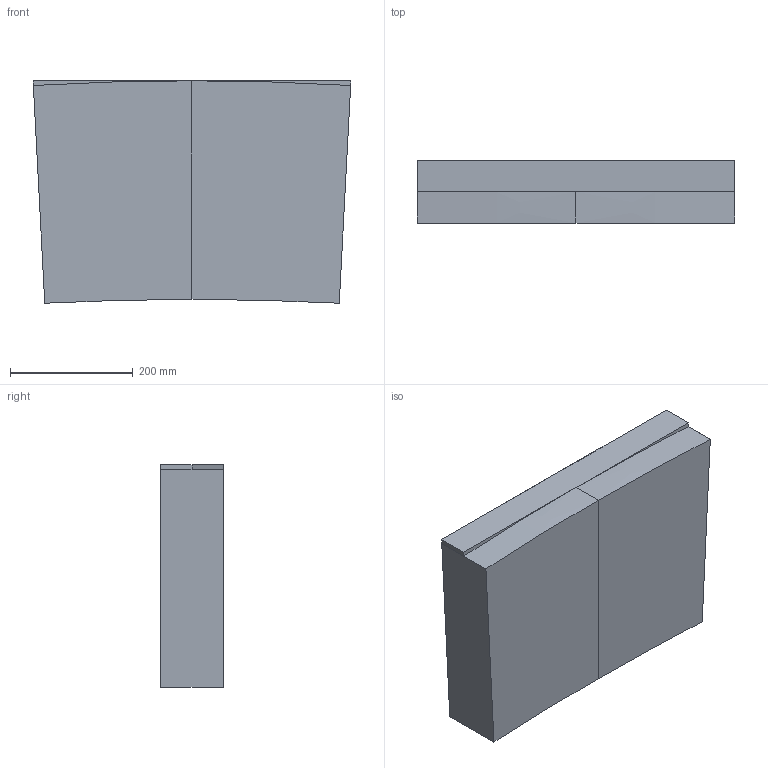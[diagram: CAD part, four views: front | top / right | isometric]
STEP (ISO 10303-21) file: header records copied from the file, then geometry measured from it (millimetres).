
FILE_DESCRIPTION(/* description */ (''),/* implementation_level */ '2;1');
FILE_NAME(/* name */ 'E - 1.step',/* time_stamp */ '2022-03-07T15:18:32-06:00',/* author */ (''),/* organization */ (''),/* preprocessor_version */ 'ST-DEVELOPER v18.1',/* originating_system */ 'Autodesk Translation Framework v10.13.0.1454',/* authorisation */ '');
FILE_SCHEMA (('AUTOMOTIVE_DESIGN { 1 0 10303 214 3 1 1 }'));
Length unit declared in the file: inch
Products named in the file (1): E - 1
Bounding box: 516.14 x 101.6 x 361.77 mm (x, y, z)
Volume: 18036599.7 mm3; surface area: 530342.8 mm2
Topology: 1 solids, 1 shells, 16 faces, 39 edges, 25 vertices
Faces by surface type: plane 8, bspline 8
Entity records: 995 total; most frequent: CARTESIAN_POINT 652, ORIENTED_EDGE 78, EDGE_CURVE 39, DIRECTION 34, VERTEX_POINT 25, B_SPLINE_CURVE_WITH_KNOTS 23, FACE_OUTER_BOUND 16, EDGE_LOOP 16
